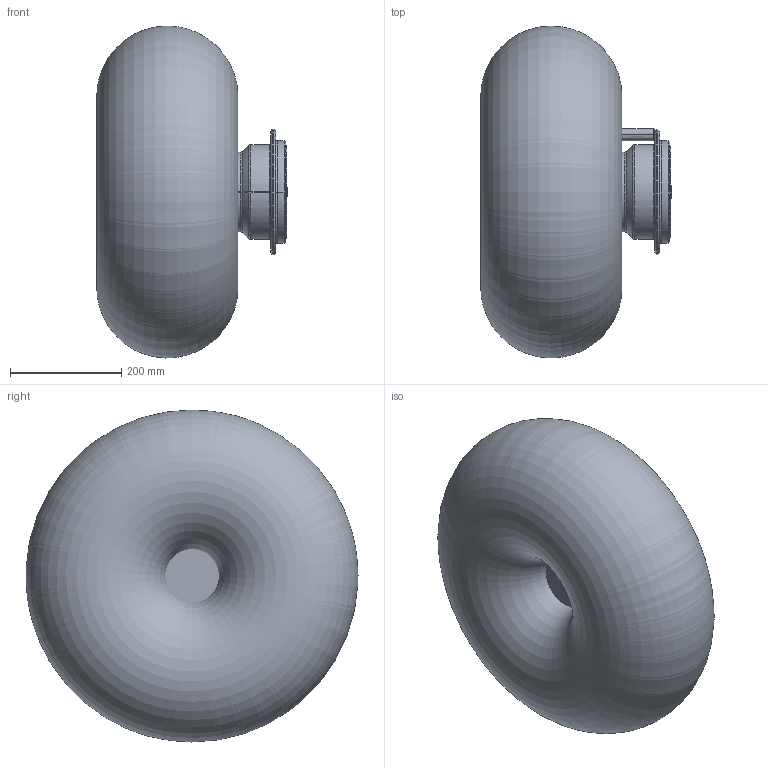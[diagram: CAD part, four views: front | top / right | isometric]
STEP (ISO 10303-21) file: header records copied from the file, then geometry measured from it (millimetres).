
FILE_DESCRIPTION((''),'2;1');
FILE_NAME('XD43165','2009-05-05T',('wsver'),(''),'PRO/ENGINEER BY PARAMETRIC TECHNOLOGY CORPORATION, 2008010','PRO/ENGINEER BY PARAMETRIC TECHNOLOGY CORPORATION, 2008010','');
FILE_SCHEMA(('CONFIG_CONTROL_DESIGN'));
Products named in the file (1): XD43165
Bounding box: 342.63 x 596.88 x 596.88 mm (x, y, z)
Surface area: 2288431.5 mm2 (no closed solid volume)
Topology: 0 solids, 0 shells, 413 faces, 2732 edges, 3350 vertices
Faces by surface type: bspline 365, torus 45, sphere 3
Entity records: 127439 total; most frequent: CARTESIAN_POINT 108356, DIRECTION 3407, TRIMMED_CURVE 2519, DEFINITIONAL_REPRESENTATION 1884, PCURVE 1884, COMPOSITE_CURVE_SEGMENT 1884, VECTOR 1729, LINE 1729
